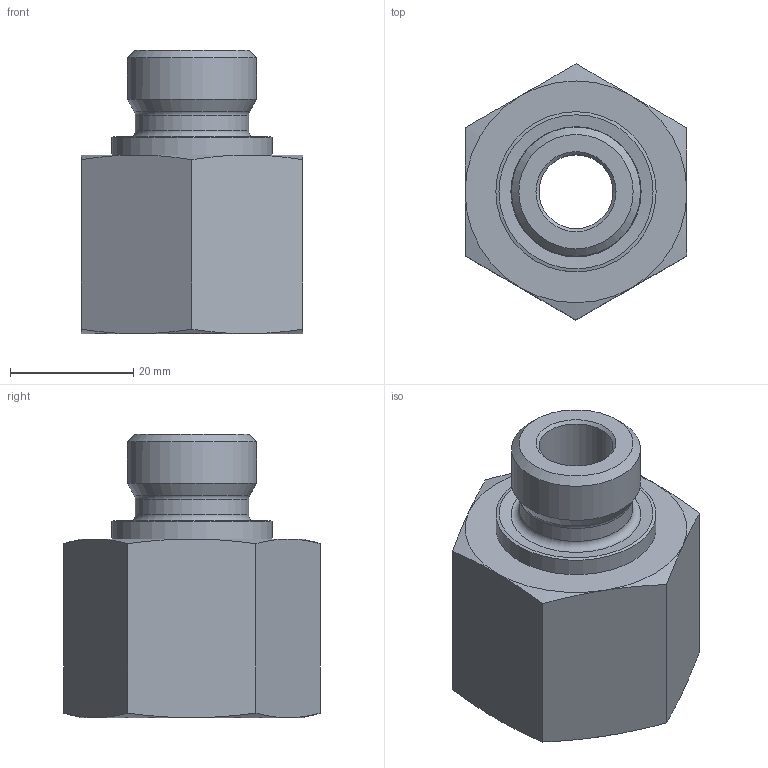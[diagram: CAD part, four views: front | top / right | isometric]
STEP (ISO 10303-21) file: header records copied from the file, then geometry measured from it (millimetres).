
FILE_DESCRIPTION((''),'2;1');
FILE_NAME('715014868.stp','2014-09-02T10:56:47',(''),('KNOMI spol. s r. o.'),'Autodesk Inventor 2012','Autodesk Inventor 2012','');
FILE_SCHEMA(('AUTOMOTIVE_DESIGN { 1 2 10303 214 0 1 1 1 }'));
Length unit declared in the file: millimetre
Products named in the file (1): RIBR G1/2"-G3/4"
Bounding box: 36.02 x 41.57 x 46 mm (x, y, z)
Volume: 25555.3 mm3; surface area: 9203.6 mm2
Topology: 1 solids, 1 shells, 36 faces, 78 edges, 46 vertices
Faces by surface type: cone 19, plane 10, cylinder 5, torus 2
Full cylindrical faces by diameter (mm): 12 x1, 18.4 x1, 20.955 x1, 24.117 x1, 26 x1
Entity records: 876 total; most frequent: CARTESIAN_POINT 189, DIRECTION 140, ORIENTED_EDGE 122, AXIS2_PLACEMENT_3D 66, EDGE_CURVE 61, EDGE_LOOP 54, VERTEX_POINT 43, FACE_OUTER_BOUND 36
